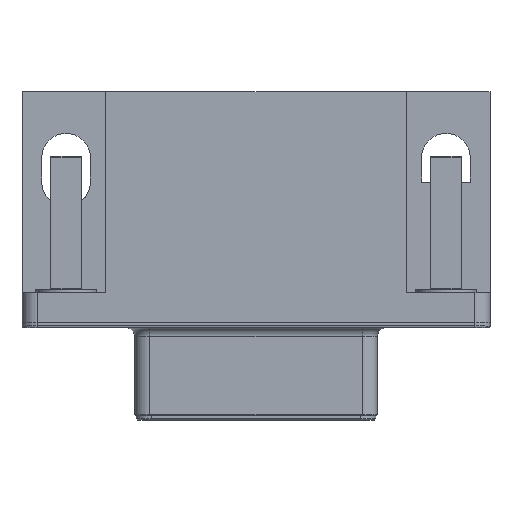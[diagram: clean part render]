
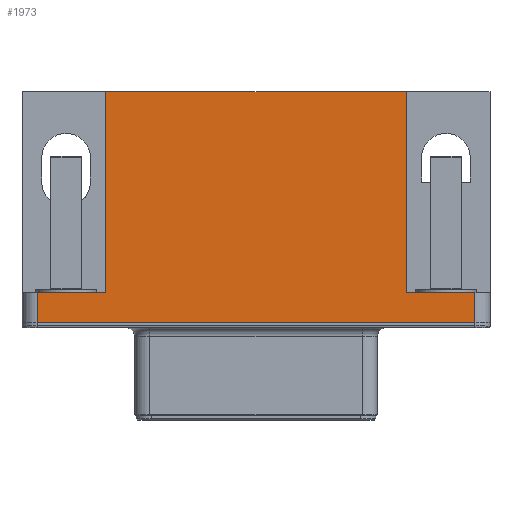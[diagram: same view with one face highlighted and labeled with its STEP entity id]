
A CAD part, top view. The second image highlights one B-rep face of the part: STEP entity #1973.
In plain terms, the highlighted planar face has unit normal (0, 0, 1).
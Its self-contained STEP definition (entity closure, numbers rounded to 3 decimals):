
#28=VECTOR('',#29,1.);
#29=DIRECTION('',(0.,-1.,0.));
#36=VECTOR('',#37,1.);
#37=DIRECTION('',(1.,0.,0.));
#47=VECTOR('',#48,1.);
#48=DIRECTION('',(-1.,0.,0.));
#74=DIRECTION('',(0.,1.,0.));
#138=DIRECTION('',(0.,0.,1.));
#1807=VERTEX_POINT('',#1808);
#1808=CARTESIAN_POINT('',(-18.408,-13.43,12.5));
#1811=ORIENTED_EDGE('',*,*,#1812,.F.);
#1812=EDGE_CURVE('',#1813,#1807,#1815,.T.);
#1813=VERTEX_POINT('',#1814);
#1814=CARTESIAN_POINT('',(10.393,-13.43,12.5));
#1815=LINE('',#1814,#47);
#1973=ADVANCED_FACE('',(#1974),#2014,.T.);
#1974=FACE_BOUND('',#1975,.T.);
#1975=EDGE_LOOP('',(#1811,#1976,#1982,#1987,#1993,#1999,#2005,#2011));
#1976=ORIENTED_EDGE('',*,*,#1977,.T.);
#1977=EDGE_CURVE('',#1813,#1978,#1980,.T.);
#1978=VERTEX_POINT('',#1979);
#1979=CARTESIAN_POINT('',(10.393,-11.43,12.5));
#1980=LINE('',#1814,#1981);
#1981=VECTOR('',#74,1.);
#1982=ORIENTED_EDGE('',*,*,#1983,.F.);
#1983=EDGE_CURVE('',#1984,#1978,#1986,.T.);
#1984=VERTEX_POINT('',#1985);
#1985=CARTESIAN_POINT('',(5.893,-11.43,12.5));
#1986=LINE('',#1979,#36);
#1987=ORIENTED_EDGE('',*,*,#1988,.F.);
#1988=EDGE_CURVE('',#1989,#1984,#1991,.T.);
#1989=VERTEX_POINT('',#1990);
#1990=CARTESIAN_POINT('',(5.893,1.8,12.5));
#1991=LINE('',#1992,#28);
#1992=CARTESIAN_POINT('',(5.893,-12.43,12.5));
#1993=ORIENTED_EDGE('',*,*,#1994,.T.);
#1994=EDGE_CURVE('',#1989,#1995,#1997,.T.);
#1995=VERTEX_POINT('',#1996);
#1996=CARTESIAN_POINT('',(-13.908,1.8,12.5));
#1997=LINE('',#1998,#47);
#1998=CARTESIAN_POINT('',(11.393,1.8,12.5));
#1999=ORIENTED_EDGE('',*,*,#2000,.F.);
#2000=EDGE_CURVE('',#2001,#1995,#2003,.T.);
#2001=VERTEX_POINT('',#2002);
#2002=CARTESIAN_POINT('',(-13.908,-11.43,12.5));
#2003=LINE('',#2004,#1981);
#2004=CARTESIAN_POINT('',(-13.908,-12.43,12.5));
#2005=ORIENTED_EDGE('',*,*,#2006,.F.);
#2006=EDGE_CURVE('',#2007,#2001,#2009,.T.);
#2007=VERTEX_POINT('',#2008);
#2008=CARTESIAN_POINT('',(-18.408,-11.43,12.5));
#2009=LINE('',#2010,#36);
#2010=CARTESIAN_POINT('',(-3.008,-11.43,12.5));
#2011=ORIENTED_EDGE('',*,*,#2012,.F.);
#2012=EDGE_CURVE('',#1807,#2007,#2013,.T.);
#2013=LINE('',#1808,#1981);
#2014=PLANE('',#2015);
#2015=AXIS2_PLACEMENT_3D('',#2016,#138,#48);
#2016=CARTESIAN_POINT('',(11.393,-13.43,12.5));
